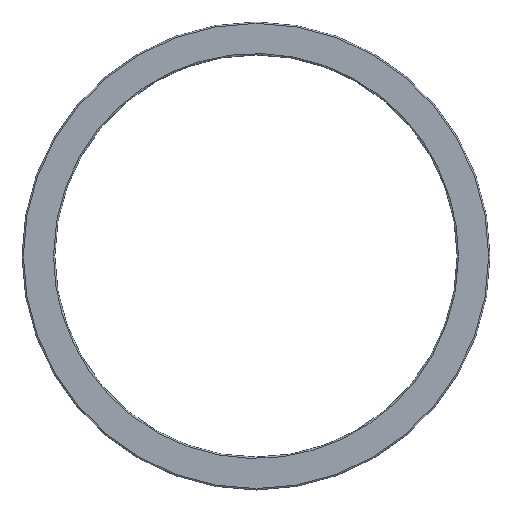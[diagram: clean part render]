
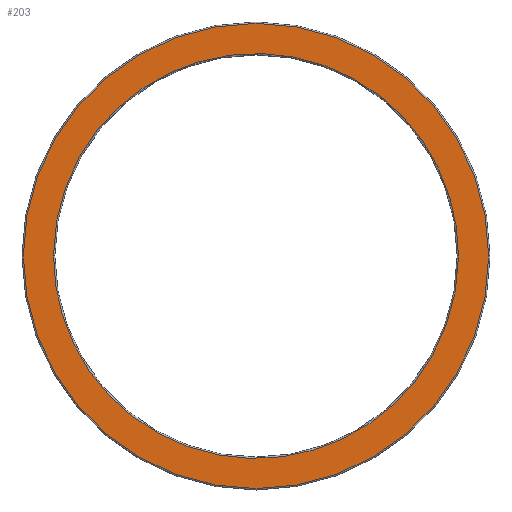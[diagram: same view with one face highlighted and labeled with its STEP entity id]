
A CAD part, top view. The second image highlights one B-rep face of the part: STEP entity #203.
In plain terms, the highlighted planar face has unit normal (0, 0, 1).
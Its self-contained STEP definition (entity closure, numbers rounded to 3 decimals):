
#54=AXIS2_PLACEMENT_3D('Circle Axis2P3D',#52,#53,$) ;
#123=AXIS2_PLACEMENT_3D('Circle Axis2P3D',#121,#122,$) ;
#137=AXIS2_PLACEMENT_3D('Plane Axis2P3D',#134,#135,#136) ;
#49=CARTESIAN_POINT('Vertex',(0.2,34.5,3.)) ;
#52=CARTESIAN_POINT('Axis2P3D Location',(34.5,34.5,3.)) ;
#56=CARTESIAN_POINT('Vertex',(68.8,34.5,3.)) ;
#121=CARTESIAN_POINT('Axis2P3D Location',(34.5,34.5,3.)) ;
#134=CARTESIAN_POINT('Axis2P3D Location',(34.5,34.5,3.)) ;
#144=CARTESIAN_POINT('Control Point',(64.35,34.5,3.)) ;
#145=CARTESIAN_POINT('Control Point',(64.35,31.556,3.)) ;
#146=CARTESIAN_POINT('Control Point',(63.987,28.612,3.)) ;
#147=CARTESIAN_POINT('Control Point',(63.261,25.727,3.)) ;
#148=CARTESIAN_POINT('Control Point',(61.113,20.197,3.)) ;
#149=CARTESIAN_POINT('Control Point',(57.686,15.354,3.)) ;
#150=CARTESIAN_POINT('Control Point',(55.68,13.156,3.)) ;
#151=CARTESIAN_POINT('Control Point',(51.17,9.302,3.)) ;
#152=CARTESIAN_POINT('Control Point',(45.859,6.659,3.)) ;
#153=CARTESIAN_POINT('Control Point',(43.052,5.673,3.)) ;
#154=CARTESIAN_POINT('Control Point',(37.254,4.413,3.)) ;
#155=CARTESIAN_POINT('Control Point',(31.325,4.599,3.)) ;
#156=CARTESIAN_POINT('Control Point',(28.385,5.059,3.)) ;
#157=CARTESIAN_POINT('Control Point',(22.682,6.694,3.)) ;
#158=CARTESIAN_POINT('Control Point',(17.547,9.665,3.)) ;
#159=CARTESIAN_POINT('Control Point',(15.176,11.462,3.)) ;
#160=CARTESIAN_POINT('Control Point',(10.927,15.602,3.)) ;
#161=CARTESIAN_POINT('Control Point',(7.81,20.65,3.)) ;
#162=CARTESIAN_POINT('Control Point',(6.572,23.356,3.)) ;
#163=CARTESIAN_POINT('Control Point',(5.351,27.232,3.)) ;
#164=CARTESIAN_POINT('Control Point',(4.799,31.233,3.)) ;
#165=CARTESIAN_POINT('Control Point',(4.7,32.32,3.)) ;
#166=CARTESIAN_POINT('Control Point',(4.65,33.41,3.)) ;
#167=CARTESIAN_POINT('Control Point',(4.65,34.5,3.)) ;
#168=CARTESIAN_POINT('Vertex',(64.35,34.5,3.)) ;
#170=CARTESIAN_POINT('Vertex',(4.65,34.5,3.)) ;
#174=CARTESIAN_POINT('Control Point',(4.65,34.5,3.)) ;
#175=CARTESIAN_POINT('Control Point',(4.65,37.444,3.)) ;
#176=CARTESIAN_POINT('Control Point',(5.013,40.388,3.)) ;
#177=CARTESIAN_POINT('Control Point',(5.739,43.273,3.)) ;
#178=CARTESIAN_POINT('Control Point',(7.887,48.803,3.)) ;
#179=CARTESIAN_POINT('Control Point',(11.314,53.646,3.)) ;
#180=CARTESIAN_POINT('Control Point',(13.32,55.844,3.)) ;
#181=CARTESIAN_POINT('Control Point',(17.83,59.698,3.)) ;
#182=CARTESIAN_POINT('Control Point',(23.141,62.341,3.)) ;
#183=CARTESIAN_POINT('Control Point',(25.948,63.327,3.)) ;
#184=CARTESIAN_POINT('Control Point',(31.746,64.587,3.)) ;
#185=CARTESIAN_POINT('Control Point',(37.675,64.401,3.)) ;
#186=CARTESIAN_POINT('Control Point',(40.615,63.941,3.)) ;
#187=CARTESIAN_POINT('Control Point',(46.318,62.306,3.)) ;
#188=CARTESIAN_POINT('Control Point',(51.453,59.335,3.)) ;
#189=CARTESIAN_POINT('Control Point',(53.824,57.538,3.)) ;
#190=CARTESIAN_POINT('Control Point',(58.073,53.398,3.)) ;
#191=CARTESIAN_POINT('Control Point',(61.19,48.35,3.)) ;
#192=CARTESIAN_POINT('Control Point',(62.428,45.644,3.)) ;
#193=CARTESIAN_POINT('Control Point',(63.649,41.768,3.)) ;
#194=CARTESIAN_POINT('Control Point',(64.201,37.767,3.)) ;
#195=CARTESIAN_POINT('Control Point',(64.3,36.68,3.)) ;
#196=CARTESIAN_POINT('Control Point',(64.35,35.59,3.)) ;
#197=CARTESIAN_POINT('Control Point',(64.35,34.5,3.)) ;
#53=DIRECTION('Axis2P3D Direction',(0.,0.,1.)) ;
#122=DIRECTION('Axis2P3D Direction',(0.,0.,1.)) ;
#135=DIRECTION('Axis2P3D Direction',(0.,0.,1.)) ;
#136=DIRECTION('Axis2P3D XDirection',(1.,0.,0.)) ;
#140=ORIENTED_EDGE('',*,*,#58,.T.) ;
#141=ORIENTED_EDGE('',*,*,#125,.T.) ;
#200=ORIENTED_EDGE('',*,*,#172,.T.) ;
#201=ORIENTED_EDGE('',*,*,#198,.T.) ;
#202=FACE_BOUND('',#199,.T.) ;
#203=ADVANCED_FACE('Verrundung1',(#142,#202),#138,.T.) ;
#143=B_SPLINE_CURVE_WITH_KNOTS('',5,(#144,#145,#146,#147,#148,#149,#150,#151,#152,#153,#154,#155,#156,#157,#158,#159,#160,#161,#162,#163,#164,#165,#166,#167),.UNSPECIFIED.,.F.,.U.,(6,3,3,3,3,3,3,6),(0.,20.868,41.737,62.605,83.474,104.342,125.211,132.937),.UNSPECIFIED.) ;
#173=B_SPLINE_CURVE_WITH_KNOTS('',5,(#174,#175,#176,#177,#178,#179,#180,#181,#182,#183,#184,#185,#186,#187,#188,#189,#190,#191,#192,#193,#194,#195,#196,#197),.UNSPECIFIED.,.F.,.U.,(6,3,3,3,3,3,3,6),(0.,20.868,41.737,62.605,83.474,104.342,125.211,132.937),.UNSPECIFIED.) ;
#55=CIRCLE('generated circle',#54,34.3) ;
#124=CIRCLE('generated circle',#123,34.3) ;
#58=EDGE_CURVE('',#57,#50,#55,.T.) ;
#125=EDGE_CURVE('',#50,#57,#124,.T.) ;
#172=EDGE_CURVE('',#169,#171,#143,.T.) ;
#198=EDGE_CURVE('',#171,#169,#173,.T.) ;
#139=EDGE_LOOP('',(#140,#141)) ;
#199=EDGE_LOOP('',(#200,#201)) ;
#142=FACE_OUTER_BOUND('',#139,.T.) ;
#138=PLANE('',#137) ;
#50=VERTEX_POINT('',#49) ;
#57=VERTEX_POINT('',#56) ;
#169=VERTEX_POINT('',#168) ;
#171=VERTEX_POINT('',#170) ;
